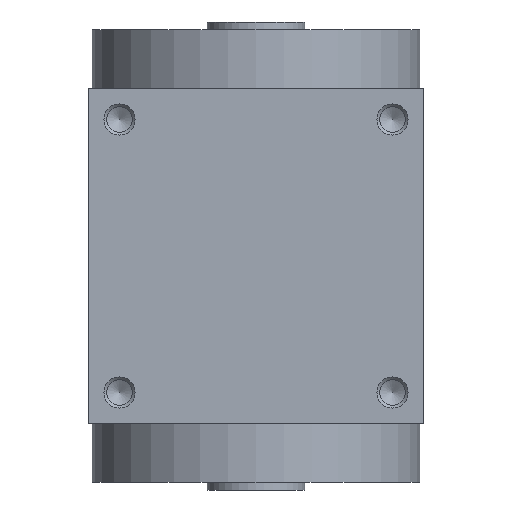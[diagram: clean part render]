
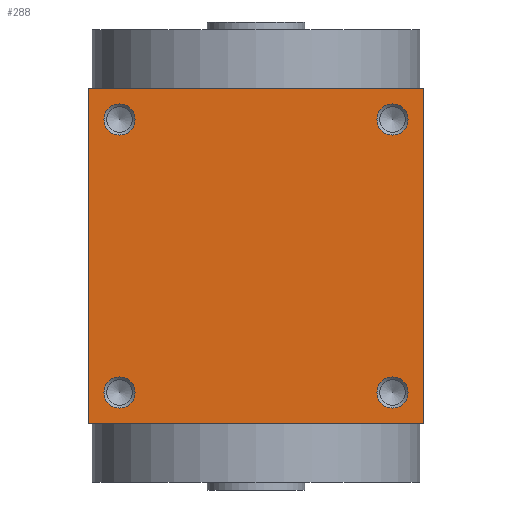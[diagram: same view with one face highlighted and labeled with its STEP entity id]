
A CAD part, left-side view. The second image highlights one B-rep face of the part: STEP entity #288.
In plain terms, the highlighted face is planar.
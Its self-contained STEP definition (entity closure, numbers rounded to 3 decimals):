
#288 = ADVANCED_FACE( '', ( #723, #724, #725, #726, #727 ), #728, .F. );
#723 = FACE_BOUND( '', #1424, .T. );
#724 = FACE_BOUND( '', #1425, .T. );
#725 = FACE_BOUND( '', #1426, .T. );
#726 = FACE_BOUND( '', #1427, .T. );
#727 = FACE_OUTER_BOUND( '', #1428, .T. );
#728 = PLANE( '', #1429 );
#1424 = EDGE_LOOP( '', ( #2194 ) );
#1425 = EDGE_LOOP( '', ( #2195 ) );
#1426 = EDGE_LOOP( '', ( #2196 ) );
#1427 = EDGE_LOOP( '', ( #2197 ) );
#1428 = EDGE_LOOP( '', ( #2198, #2199, #2200, #2201 ) );
#1429 = AXIS2_PLACEMENT_3D( '', #2202, #2203, #2204 );
#2194 = ORIENTED_EDGE( '', *, *, #3588, .F. );
#2195 = ORIENTED_EDGE( '', *, *, #3589, .T. );
#2196 = ORIENTED_EDGE( '', *, *, #3544, .F. );
#2197 = ORIENTED_EDGE( '', *, *, #3590, .T. );
#2198 = ORIENTED_EDGE( '', *, *, #3591, .F. );
#2199 = ORIENTED_EDGE( '', *, *, #3592, .F. );
#2200 = ORIENTED_EDGE( '', *, *, #3593, .F. );
#2201 = ORIENTED_EDGE( '', *, *, #3594, .F. );
#2202 = CARTESIAN_POINT( '', ( 0., 0., -43. ) );
#2203 = DIRECTION( '', ( 0., 0., 1. ) );
#2204 = DIRECTION( '', ( 1., 0., 0. ) );
#3544 = EDGE_CURVE( '', #4138, #4138, #4139, .T. );
#3588 = EDGE_CURVE( '', #4210, #4210, #4211, .T. );
#3589 = EDGE_CURVE( '', #4212, #4212, #4213, .T. );
#3590 = EDGE_CURVE( '', #4214, #4214, #4215, .T. );
#3591 = EDGE_CURVE( '', #4216, #4217, #4218, .T. );
#3592 = EDGE_CURVE( '', #4219, #4216, #4220, .T. );
#3593 = EDGE_CURVE( '', #4221, #4219, #4222, .T. );
#3594 = EDGE_CURVE( '', #4217, #4221, #4223, .T. );
#4138 = VERTEX_POINT( '', #4952 );
#4139 = CIRCLE( '', #4953, 4. );
#4210 = VERTEX_POINT( '', #5032 );
#4211 = CIRCLE( '', #5033, 4. );
#4212 = VERTEX_POINT( '', #5034 );
#4213 = CIRCLE( '', #5035, 4. );
#4214 = VERTEX_POINT( '', #5036 );
#4215 = CIRCLE( '', #5037, 4. );
#4216 = VERTEX_POINT( '', #5038 );
#4217 = VERTEX_POINT( '', #5039 );
#4218 = LINE( '', #5040, #5041 );
#4219 = VERTEX_POINT( '', #5042 );
#4220 = LINE( '', #5043, #5044 );
#4221 = VERTEX_POINT( '', #5045 );
#4222 = LINE( '', #5046, #5047 );
#4223 = LINE( '', #5048, #5049 );
#4952 = CARTESIAN_POINT( '', ( -39., -35., -43. ) );
#4953 = AXIS2_PLACEMENT_3D( '', #5951, #5952, #5953 );
#5032 = CARTESIAN_POINT( '', ( -39., 35., -43. ) );
#5033 = AXIS2_PLACEMENT_3D( '', #6031, #6032, #6033 );
#5034 = CARTESIAN_POINT( '', ( 39., 35., -43. ) );
#5035 = AXIS2_PLACEMENT_3D( '', #6034, #6035, #6036 );
#5036 = CARTESIAN_POINT( '', ( 39., -35., -43. ) );
#5037 = AXIS2_PLACEMENT_3D( '', #6037, #6038, #6039 );
#5038 = CARTESIAN_POINT( '', ( -43., 43., -43. ) );
#5039 = CARTESIAN_POINT( '', ( -43., -43., -43. ) );
#5040 = CARTESIAN_POINT( '', ( -43., 43., -43. ) );
#5041 = VECTOR( '', #6040, 1000. );
#5042 = CARTESIAN_POINT( '', ( 43., 43., -43. ) );
#5043 = CARTESIAN_POINT( '', ( 43., 43., -43. ) );
#5044 = VECTOR( '', #6041, 1000. );
#5045 = CARTESIAN_POINT( '', ( 43., -43., -43. ) );
#5046 = CARTESIAN_POINT( '', ( 43., -43., -43. ) );
#5047 = VECTOR( '', #6042, 1000. );
#5048 = CARTESIAN_POINT( '', ( -43., -43., -43. ) );
#5049 = VECTOR( '', #6043, 1000. );
#5951 = CARTESIAN_POINT( '', ( -35., -35., -43. ) );
#5952 = DIRECTION( '', ( 0., 0., -1. ) );
#5953 = DIRECTION( '', ( -1., 0., 0. ) );
#6031 = CARTESIAN_POINT( '', ( -35., 35., -43. ) );
#6032 = DIRECTION( '', ( 0., 0., -1. ) );
#6033 = DIRECTION( '', ( -1., 0., 0. ) );
#6034 = CARTESIAN_POINT( '', ( 35., 35., -43. ) );
#6035 = DIRECTION( '', ( 0., 0., 1. ) );
#6036 = DIRECTION( '', ( 1., 0., 0. ) );
#6037 = CARTESIAN_POINT( '', ( 35., -35., -43. ) );
#6038 = DIRECTION( '', ( 0., 0., 1. ) );
#6039 = DIRECTION( '', ( 1., 0., 0. ) );
#6040 = DIRECTION( '', ( 0., -1., 0. ) );
#6041 = DIRECTION( '', ( -1., 0., 0. ) );
#6042 = DIRECTION( '', ( 0., 1., 0. ) );
#6043 = DIRECTION( '', ( 1., 0., 0. ) );
